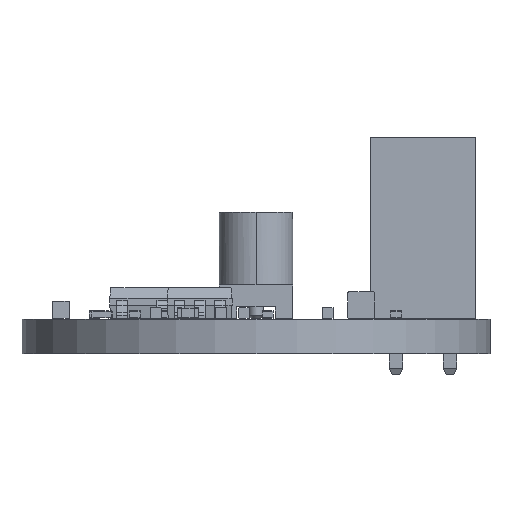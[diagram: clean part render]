
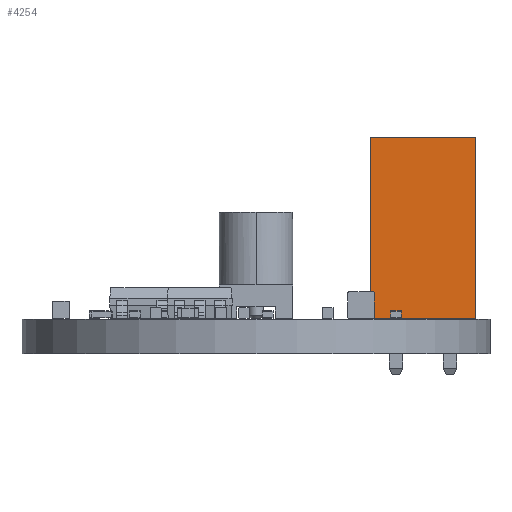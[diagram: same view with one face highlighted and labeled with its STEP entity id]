
A CAD part, front view. The second image highlights one B-rep face of the part: STEP entity #4254.
In plain terms, the highlighted free-form (B-spline) face has degree [1, 1] with [2, 2] control points.
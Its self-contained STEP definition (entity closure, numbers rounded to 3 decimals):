
#1955 = B_SPLINE_SURFACE_WITH_KNOTS('',1,1,(
    (#1956,#1957)
    ,(#1958,#1959
    )),.UNSPECIFIED.,.F.,.F.,.F.,(2,2),(2,2),(-2.477,2.477),(-4.064,
    4.064),.PIECEWISE_BEZIER_KNOTS.);
#1956 = CARTESIAN_POINT('',(-4.064,8.509,-2.477));
#1957 = CARTESIAN_POINT('',(4.064,8.509,-2.477));
#1958 = CARTESIAN_POINT('',(-4.064,8.509,2.477));
#1959 = CARTESIAN_POINT('',(4.064,8.509,2.477));
#2099 = VERTEX_POINT('',#2100);
#2100 = CARTESIAN_POINT('',(4.064,0.,-2.477));
#2108 = B_SPLINE_SURFACE_WITH_KNOTS('',1,1,(
    (#2109,#2110)
    ,(#2111,#2112
    )),.UNSPECIFIED.,.F.,.F.,.F.,(2,2),(2,2),(-8.128,0.),(-8.509,0.),
  .PIECEWISE_BEZIER_KNOTS.);
#2109 = CARTESIAN_POINT('',(-4.064,0.,-2.477));
#2110 = CARTESIAN_POINT('',(-4.064,8.509,-2.477));
#2111 = CARTESIAN_POINT('',(4.064,0.,-2.477));
#2112 = CARTESIAN_POINT('',(4.064,8.509,-2.477));
#2119 = B_SPLINE_SURFACE_WITH_KNOTS('',1,1,(
    (#2120,#2121)
    ,(#2122,#2123
    )),.UNSPECIFIED.,.F.,.F.,.F.,(2,2),(2,2),(-2.477,2.477),(3.556,
    4.064),.PIECEWISE_BEZIER_KNOTS.);
#2120 = CARTESIAN_POINT('',(3.556,0.,-2.477));
#2121 = CARTESIAN_POINT('',(4.064,0.,-2.477));
#2122 = CARTESIAN_POINT('',(3.556,0.,2.477));
#2123 = CARTESIAN_POINT('',(4.064,0.,2.477));
#2130 = EDGE_CURVE('',#2131,#2099,#2133,.T.);
#2131 = VERTEX_POINT('',#2132);
#2132 = CARTESIAN_POINT('',(4.064,8.509,-2.477));
#2133 = SURFACE_CURVE('',#2134,(#2137,#2143),.PCURVE_S1.);
#2134 = B_SPLINE_CURVE_WITH_KNOTS('',1,(#2135,#2136),.UNSPECIFIED.,.F.,
  .F.,(2,2),(-0.,8.509),.PIECEWISE_BEZIER_KNOTS.);
#2135 = CARTESIAN_POINT('',(4.064,8.509,-2.477));
#2136 = CARTESIAN_POINT('',(4.064,0.,-2.477));
#2137 = PCURVE('',#2108,#2138);
#2138 = DEFINITIONAL_REPRESENTATION('',(#2139),#2142);
#2139 = B_SPLINE_CURVE_WITH_KNOTS('',1,(#2140,#2141),.UNSPECIFIED.,.F.,
  .F.,(2,2),(-0.,8.509),.PIECEWISE_BEZIER_KNOTS.);
#2140 = CARTESIAN_POINT('',(0.,0.));
#2141 = CARTESIAN_POINT('',(0.,-8.509));
#2142 = ( GEOMETRIC_REPRESENTATION_CONTEXT(2) 
PARAMETRIC_REPRESENTATION_CONTEXT() REPRESENTATION_CONTEXT('2D SPACE',''
  ) );
#2143 = PCURVE('',#2144,#2149);
#2144 = B_SPLINE_SURFACE_WITH_KNOTS('',1,1,(
    (#2145,#2146)
    ,(#2147,#2148
    )),.UNSPECIFIED.,.F.,.F.,.F.,(2,2),(2,2),(-4.953,0.),(-8.509,0.),
  .PIECEWISE_BEZIER_KNOTS.);
#2145 = CARTESIAN_POINT('',(4.064,0.,-2.477));
#2146 = CARTESIAN_POINT('',(4.064,8.509,-2.477));
#2147 = CARTESIAN_POINT('',(4.064,0.,2.477));
#2148 = CARTESIAN_POINT('',(4.064,8.509,2.477));
#2149 = DEFINITIONAL_REPRESENTATION('',(#2150),#2153);
#2150 = B_SPLINE_CURVE_WITH_KNOTS('',1,(#2151,#2152),.UNSPECIFIED.,.F.,
  .F.,(2,2),(-0.,8.509),.PIECEWISE_BEZIER_KNOTS.);
#2151 = CARTESIAN_POINT('',(-4.953,0.));
#2152 = CARTESIAN_POINT('',(-4.953,-8.509));
#2153 = ( GEOMETRIC_REPRESENTATION_CONTEXT(2) 
PARAMETRIC_REPRESENTATION_CONTEXT() REPRESENTATION_CONTEXT('2D SPACE',''
  ) );
#2506 = B_SPLINE_SURFACE_WITH_KNOTS('',1,1,(
    (#2507,#2508)
    ,(#2509,#2510
    )),.UNSPECIFIED.,.F.,.F.,.F.,(2,2),(2,2),(-8.128,0.),(-8.509,0.),
  .PIECEWISE_BEZIER_KNOTS.);
#2507 = CARTESIAN_POINT('',(4.064,0.,2.477));
#2508 = CARTESIAN_POINT('',(4.064,8.509,2.477));
#2509 = CARTESIAN_POINT('',(-4.064,0.,2.477));
#2510 = CARTESIAN_POINT('',(-4.064,8.509,2.477));
#2744 = VERTEX_POINT('',#2745);
#2745 = CARTESIAN_POINT('',(4.064,8.509,2.477));
#2763 = EDGE_CURVE('',#2744,#2764,#2766,.T.);
#2764 = VERTEX_POINT('',#2765);
#2765 = CARTESIAN_POINT('',(4.064,0.,2.477));
#2766 = SURFACE_CURVE('',#2767,(#2770,#2776),.PCURVE_S1.);
#2767 = B_SPLINE_CURVE_WITH_KNOTS('',1,(#2768,#2769),.UNSPECIFIED.,.F.,
  .F.,(2,2),(-0.,8.509),.PIECEWISE_BEZIER_KNOTS.);
#2768 = CARTESIAN_POINT('',(4.064,8.509,2.477));
#2769 = CARTESIAN_POINT('',(4.064,0.,2.477));
#2770 = PCURVE('',#2506,#2771);
#2771 = DEFINITIONAL_REPRESENTATION('',(#2772),#2775);
#2772 = B_SPLINE_CURVE_WITH_KNOTS('',1,(#2773,#2774),.UNSPECIFIED.,.F.,
  .F.,(2,2),(-0.,8.509),.PIECEWISE_BEZIER_KNOTS.);
#2773 = CARTESIAN_POINT('',(-8.128,0.));
#2774 = CARTESIAN_POINT('',(-8.128,-8.509));
#2775 = ( GEOMETRIC_REPRESENTATION_CONTEXT(2) 
PARAMETRIC_REPRESENTATION_CONTEXT() REPRESENTATION_CONTEXT('2D SPACE',''
  ) );
#2776 = PCURVE('',#2144,#2777);
#2777 = DEFINITIONAL_REPRESENTATION('',(#2778),#2781);
#2778 = B_SPLINE_CURVE_WITH_KNOTS('',1,(#2779,#2780),.UNSPECIFIED.,.F.,
  .F.,(2,2),(-0.,8.509),.PIECEWISE_BEZIER_KNOTS.);
#2779 = CARTESIAN_POINT('',(0.,0.));
#2780 = CARTESIAN_POINT('',(0.,-8.509));
#2781 = ( GEOMETRIC_REPRESENTATION_CONTEXT(2) 
PARAMETRIC_REPRESENTATION_CONTEXT() REPRESENTATION_CONTEXT('2D SPACE',''
  ) );
#4254 = ADVANCED_FACE('',(#4255),#2144,.F.);
#4255 = FACE_BOUND('',#4256,.T.);
#4256 = EDGE_LOOP('',(#4257,#4275,#4276,#4294));
#4257 = ORIENTED_EDGE('',*,*,#4258,.T.);
#4258 = EDGE_CURVE('',#2764,#2099,#4259,.T.);
#4259 = SURFACE_CURVE('',#4260,(#4263,#4269),.PCURVE_S1.);
#4260 = B_SPLINE_CURVE_WITH_KNOTS('',1,(#4261,#4262),.UNSPECIFIED.,.F.,
  .F.,(2,2),(0.,4.953),.PIECEWISE_BEZIER_KNOTS.);
#4261 = CARTESIAN_POINT('',(4.064,0.,2.477));
#4262 = CARTESIAN_POINT('',(4.064,0.,-2.477));
#4263 = PCURVE('',#2144,#4264);
#4264 = DEFINITIONAL_REPRESENTATION('',(#4265),#4268);
#4265 = B_SPLINE_CURVE_WITH_KNOTS('',1,(#4266,#4267),.UNSPECIFIED.,.F.,
  .F.,(2,2),(0.,4.953),.PIECEWISE_BEZIER_KNOTS.);
#4266 = CARTESIAN_POINT('',(0.,-8.509));
#4267 = CARTESIAN_POINT('',(-4.953,-8.509));
#4268 = ( GEOMETRIC_REPRESENTATION_CONTEXT(2) 
PARAMETRIC_REPRESENTATION_CONTEXT() REPRESENTATION_CONTEXT('2D SPACE',''
  ) );
#4269 = PCURVE('',#2119,#4270);
#4270 = DEFINITIONAL_REPRESENTATION('',(#4271),#4274);
#4271 = B_SPLINE_CURVE_WITH_KNOTS('',1,(#4272,#4273),.UNSPECIFIED.,.F.,
  .F.,(2,2),(0.,4.953),.PIECEWISE_BEZIER_KNOTS.);
#4272 = CARTESIAN_POINT('',(2.477,4.064));
#4273 = CARTESIAN_POINT('',(-2.477,4.064));
#4274 = ( GEOMETRIC_REPRESENTATION_CONTEXT(2) 
PARAMETRIC_REPRESENTATION_CONTEXT() REPRESENTATION_CONTEXT('2D SPACE',''
  ) );
#4275 = ORIENTED_EDGE('',*,*,#2130,.F.);
#4276 = ORIENTED_EDGE('',*,*,#4277,.F.);
#4277 = EDGE_CURVE('',#2744,#2131,#4278,.T.);
#4278 = SURFACE_CURVE('',#4279,(#4282,#4288),.PCURVE_S1.);
#4279 = B_SPLINE_CURVE_WITH_KNOTS('',1,(#4280,#4281),.UNSPECIFIED.,.F.,
  .F.,(2,2),(0.,4.953),.PIECEWISE_BEZIER_KNOTS.);
#4280 = CARTESIAN_POINT('',(4.064,8.509,2.477));
#4281 = CARTESIAN_POINT('',(4.064,8.509,-2.477));
#4282 = PCURVE('',#2144,#4283);
#4283 = DEFINITIONAL_REPRESENTATION('',(#4284),#4287);
#4284 = B_SPLINE_CURVE_WITH_KNOTS('',1,(#4285,#4286),.UNSPECIFIED.,.F.,
  .F.,(2,2),(0.,4.953),.PIECEWISE_BEZIER_KNOTS.);
#4285 = CARTESIAN_POINT('',(0.,0.));
#4286 = CARTESIAN_POINT('',(-4.953,0.));
#4287 = ( GEOMETRIC_REPRESENTATION_CONTEXT(2) 
PARAMETRIC_REPRESENTATION_CONTEXT() REPRESENTATION_CONTEXT('2D SPACE',''
  ) );
#4288 = PCURVE('',#1955,#4289);
#4289 = DEFINITIONAL_REPRESENTATION('',(#4290),#4293);
#4290 = B_SPLINE_CURVE_WITH_KNOTS('',1,(#4291,#4292),.UNSPECIFIED.,.F.,
  .F.,(2,2),(0.,4.953),.PIECEWISE_BEZIER_KNOTS.);
#4291 = CARTESIAN_POINT('',(2.477,4.064));
#4292 = CARTESIAN_POINT('',(-2.477,4.064));
#4293 = ( GEOMETRIC_REPRESENTATION_CONTEXT(2) 
PARAMETRIC_REPRESENTATION_CONTEXT() REPRESENTATION_CONTEXT('2D SPACE',''
  ) );
#4294 = ORIENTED_EDGE('',*,*,#2763,.T.);
